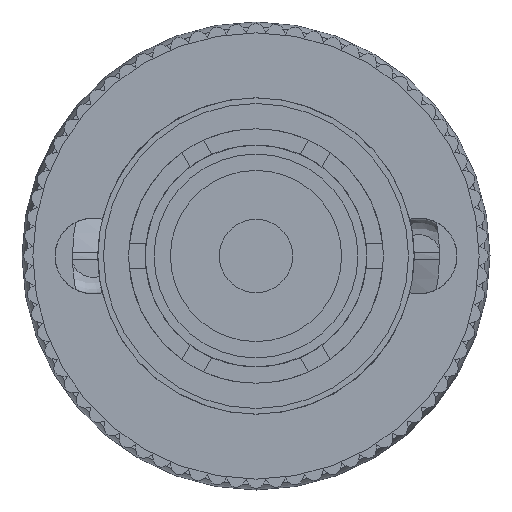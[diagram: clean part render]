
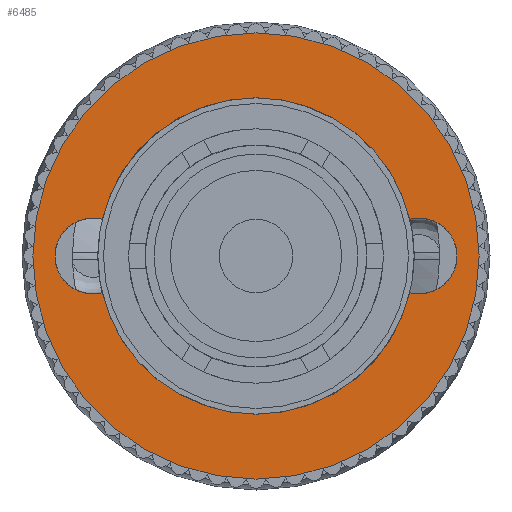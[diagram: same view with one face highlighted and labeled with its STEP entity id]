
A CAD part, front view. The second image highlights one B-rep face of the part: STEP entity #6485.
In plain terms, the highlighted planar face has unit normal (0, -1, 0).
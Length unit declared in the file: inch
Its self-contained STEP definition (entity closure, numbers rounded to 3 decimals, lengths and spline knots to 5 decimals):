
#81 = CARTESIAN_POINT ( 'NONE',  ( 0., 0., 0. ) ) ;
#99 = VERTEX_POINT ( 'NONE', #12831 ) ;
#141 = ORIENTED_EDGE ( 'NONE', *, *, #1213, .F. ) ;
#220 = VERTEX_POINT ( 'NONE', #8358 ) ;
#246 = DIRECTION ( 'NONE',  ( 0., 0., -1. ) ) ;
#262 = DIRECTION ( 'NONE',  ( 0., 0., 1. ) ) ;
#383 = VERTEX_POINT ( 'NONE', #3543 ) ;
#465 = VERTEX_POINT ( 'NONE', #2048 ) ;
#602 = CIRCLE ( 'NONE', #2901, 0.194 ) ;
#887 = ORIENTED_EDGE ( 'NONE', *, *, #1055, .F. ) ;
#901 = CARTESIAN_POINT ( 'NONE',  ( 0.18868, 0., -0.0451 ) ) ;
#904 = EDGE_CURVE ( 'NONE', #7353, #10384, #12012, .T. ) ;
#983 = PLANE ( 'NONE',  #7323 ) ;
#1021 = DIRECTION ( 'NONE',  ( 0., 0., -1. ) ) ;
#1046 = CARTESIAN_POINT ( 'NONE',  ( 0., 0., -0.2725 ) ) ;
#1055 = EDGE_CURVE ( 'NONE', #8171, #7333, #4551, .T. ) ;
#1213 = EDGE_CURVE ( 'NONE', #465, #11698, #2268, .T. ) ;
#1294 = EDGE_CURVE ( 'NONE', #10384, #220, #7069, .T. ) ;
#1599 = AXIS2_PLACEMENT_3D ( 'NONE', #10918, #11755, #10785 ) ;
#1637 = AXIS2_PLACEMENT_3D ( 'NONE', #10867, #7815, #1832 ) ;
#1832 = DIRECTION ( 'NONE',  ( 0., 0., -1. ) ) ;
#1838 = ORIENTED_EDGE ( 'NONE', *, *, #9036, .F. ) ;
#2011 = DIRECTION ( 'NONE',  ( 0., -1., 0. ) ) ;
#2048 = CARTESIAN_POINT ( 'NONE',  ( 0., 0., -0.194 ) ) ;
#2212 = CARTESIAN_POINT ( 'NONE',  ( 0., 0., 0. ) ) ;
#2268 = CIRCLE ( 'NONE', #12027, 0.194 ) ;
#2383 = ORIENTED_EDGE ( 'NONE', *, *, #8604, .F. ) ;
#2405 = DIRECTION ( 'NONE',  ( 0., -1., 0. ) ) ;
#2447 = VERTEX_POINT ( 'NONE', #5140 ) ;
#2901 = AXIS2_PLACEMENT_3D ( 'NONE', #81, #4059, #8018 ) ;
#2982 = CARTESIAN_POINT ( 'NONE',  ( -0.2, 0., 0. ) ) ;
#3233 = CARTESIAN_POINT ( 'NONE',  ( -0.2, 0., 0. ) ) ;
#3421 = EDGE_CURVE ( 'NONE', #11698, #10716, #8661, .T. ) ;
#3541 = ORIENTED_EDGE ( 'NONE', *, *, #4880, .F. ) ;
#3543 = CARTESIAN_POINT ( 'NONE',  ( 0., 0., -0.27362 ) ) ;
#3682 = CARTESIAN_POINT ( 'NONE',  ( 0., 0., 0. ) ) ;
#3810 = CARTESIAN_POINT ( 'NONE',  ( 0.2, 0., 0.0465 ) ) ;
#3814 = EDGE_CURVE ( 'NONE', #2447, #383, #7852, .T. ) ;
#4023 = ORIENTED_EDGE ( 'NONE', *, *, #1294, .F. ) ;
#4035 = DIRECTION ( 'NONE',  ( 0., -1., 0. ) ) ;
#4059 = DIRECTION ( 'NONE',  ( 0., -1., 0. ) ) ;
#4081 = DIRECTION ( 'NONE',  ( 0., -1., 0. ) ) ;
#4252 = AXIS2_PLACEMENT_3D ( 'NONE', #5541, #2405, #10522 ) ;
#4386 = EDGE_LOOP ( 'NONE', ( #1838, #887, #9257, #8884, #141, #12201, #10802, #4023, #8238, #3541 ) ) ;
#4551 = CIRCLE ( 'NONE', #11803, 0.0465 ) ;
#4613 = CIRCLE ( 'NONE', #10204, 0.27362 ) ;
#4783 = AXIS2_PLACEMENT_3D ( 'NONE', #2982, #6951, #1021 ) ;
#4880 = EDGE_CURVE ( 'NONE', #9815, #7353, #602, .T. ) ;
#4957 = DIRECTION ( 'NONE',  ( 0., -1., 0. ) ) ;
#5140 = CARTESIAN_POINT ( 'NONE',  ( 0., 0., 0.27362 ) ) ;
#5188 = CARTESIAN_POINT ( 'NONE',  ( 0.2, 0., -0.0465 ) ) ;
#5200 = CARTESIAN_POINT ( 'NONE',  ( 0., 0., 0. ) ) ;
#5224 = AXIS2_PLACEMENT_3D ( 'NONE', #5200, #4035, #7933 ) ;
#5483 = CIRCLE ( 'NONE', #12732, 0.194 ) ;
#5541 = CARTESIAN_POINT ( 'NONE',  ( 0.2, 0., 0. ) ) ;
#5707 = DIRECTION ( 'NONE',  ( 0., -1., 0. ) ) ;
#5773 = DIRECTION ( 'NONE',  ( 0., 0., -1. ) ) ;
#5896 = EDGE_CURVE ( 'NONE', #99, #465, #5483, .T. ) ;
#6160 = EDGE_CURVE ( 'NONE', #10716, #8171, #9851, .T. ) ;
#6196 = DIRECTION ( 'NONE',  ( 0., -1., 0. ) ) ;
#6376 = DIRECTION ( 'NONE',  ( 0., 1., 0. ) ) ;
#6396 = EDGE_LOOP ( 'NONE', ( #10404, #2383 ) ) ;
#6485 = ADVANCED_FACE ( 'NONE', ( #8003, #7215 ), #983, .T. ) ;
#6951 = DIRECTION ( 'NONE',  ( 0., -1., 0. ) ) ;
#7069 = CIRCLE ( 'NONE', #4783, 0.0465 ) ;
#7215 = FACE_OUTER_BOUND ( 'NONE', #6396, .T. ) ;
#7284 = CARTESIAN_POINT ( 'NONE',  ( 0., 0., 0.194 ) ) ;
#7323 = AXIS2_PLACEMENT_3D ( 'NONE', #1046, #4957, #11051 ) ;
#7333 = VERTEX_POINT ( 'NONE', #7615 ) ;
#7353 = VERTEX_POINT ( 'NONE', #10793 ) ;
#7615 = CARTESIAN_POINT ( 'NONE',  ( 0.18868, 0., 0.0451 ) ) ;
#7815 = DIRECTION ( 'NONE',  ( 0., -1., 0. ) ) ;
#7852 = CIRCLE ( 'NONE', #11780, 0.27362 ) ;
#7933 = DIRECTION ( 'NONE',  ( 0., 0., -1. ) ) ;
#8003 = FACE_BOUND ( 'NONE', #4386, .T. ) ;
#8018 = DIRECTION ( 'NONE',  ( 0., 0., -1. ) ) ;
#8171 = VERTEX_POINT ( 'NONE', #3810 ) ;
#8238 = ORIENTED_EDGE ( 'NONE', *, *, #904, .F. ) ;
#8358 = CARTESIAN_POINT ( 'NONE',  ( -0.2, 0., -0.0465 ) ) ;
#8454 = DIRECTION ( 'NONE',  ( 0., 0., 1. ) ) ;
#8604 = EDGE_CURVE ( 'NONE', #383, #2447, #4613, .T. ) ;
#8661 = CIRCLE ( 'NONE', #1599, 0.0465 ) ;
#8884 = ORIENTED_EDGE ( 'NONE', *, *, #3421, .F. ) ;
#8954 = EDGE_CURVE ( 'NONE', #220, #99, #10813, .T. ) ;
#9036 = EDGE_CURVE ( 'NONE', #7333, #9815, #9350, .T. ) ;
#9257 = ORIENTED_EDGE ( 'NONE', *, *, #6160, .F. ) ;
#9350 = CIRCLE ( 'NONE', #5224, 0.194 ) ;
#9403 = CARTESIAN_POINT ( 'NONE',  ( -0.2, 0., 0.0465 ) ) ;
#9815 = VERTEX_POINT ( 'NONE', #7284 ) ;
#9851 = CIRCLE ( 'NONE', #4252, 0.0465 ) ;
#10050 = CARTESIAN_POINT ( 'NONE',  ( 0., 0., 0. ) ) ;
#10135 = DIRECTION ( 'NONE',  ( 0., 0., 1. ) ) ;
#10204 = AXIS2_PLACEMENT_3D ( 'NONE', #2212, #11055, #262 ) ;
#10384 = VERTEX_POINT ( 'NONE', #9403 ) ;
#10404 = ORIENTED_EDGE ( 'NONE', *, *, #3814, .F. ) ;
#10522 = DIRECTION ( 'NONE',  ( 0., 0., 1. ) ) ;
#10716 = VERTEX_POINT ( 'NONE', #5188 ) ;
#10785 = DIRECTION ( 'NONE',  ( 0., 0., 1. ) ) ;
#10793 = CARTESIAN_POINT ( 'NONE',  ( -0.18868, 0., 0.0451 ) ) ;
#10802 = ORIENTED_EDGE ( 'NONE', *, *, #8954, .F. ) ;
#10813 = CIRCLE ( 'NONE', #12045, 0.0465 ) ;
#10867 = CARTESIAN_POINT ( 'NONE',  ( -0.2, 0., 0. ) ) ;
#10918 = CARTESIAN_POINT ( 'NONE',  ( 0.2, 0., 0. ) ) ;
#10963 = DIRECTION ( 'NONE',  ( 0., 0., -1. ) ) ;
#10993 = CARTESIAN_POINT ( 'NONE',  ( 0.2, 0., 0. ) ) ;
#11051 = DIRECTION ( 'NONE',  ( 0., 0., -1. ) ) ;
#11055 = DIRECTION ( 'NONE',  ( 0., 1., 0. ) ) ;
#11698 = VERTEX_POINT ( 'NONE', #901 ) ;
#11755 = DIRECTION ( 'NONE',  ( 0., -1., 0. ) ) ;
#11780 = AXIS2_PLACEMENT_3D ( 'NONE', #12139, #6376, #8454 ) ;
#11803 = AXIS2_PLACEMENT_3D ( 'NONE', #10993, #6196, #10135 ) ;
#12012 = CIRCLE ( 'NONE', #1637, 0.0465 ) ;
#12027 = AXIS2_PLACEMENT_3D ( 'NONE', #10050, #4081, #10963 ) ;
#12045 = AXIS2_PLACEMENT_3D ( 'NONE', #3233, #2011, #246 ) ;
#12139 = CARTESIAN_POINT ( 'NONE',  ( 0., 0., 0. ) ) ;
#12201 = ORIENTED_EDGE ( 'NONE', *, *, #5896, .F. ) ;
#12732 = AXIS2_PLACEMENT_3D ( 'NONE', #3682, #5707, #5773 ) ;
#12831 = CARTESIAN_POINT ( 'NONE',  ( -0.18868, 0., -0.0451 ) ) ;
